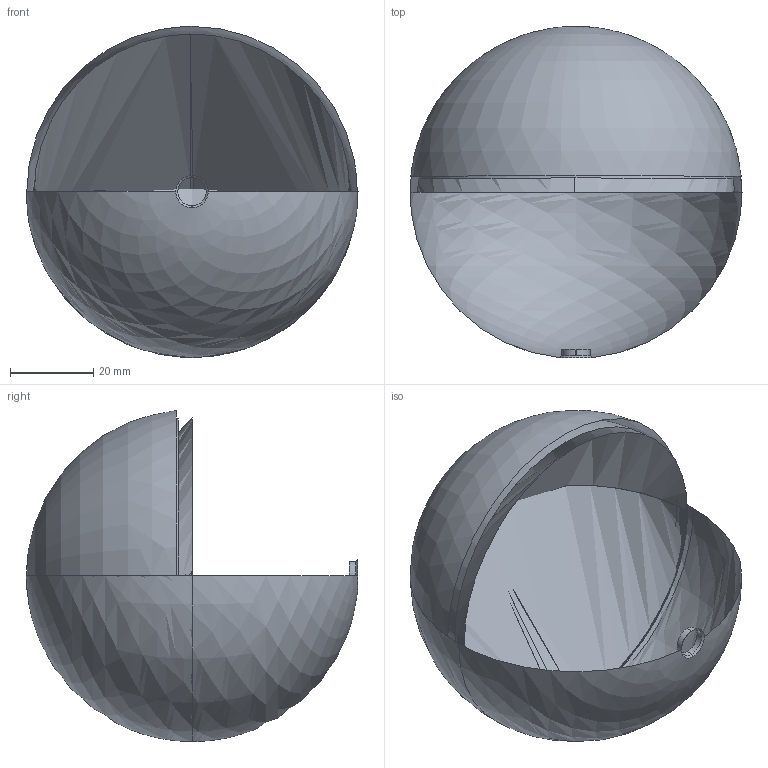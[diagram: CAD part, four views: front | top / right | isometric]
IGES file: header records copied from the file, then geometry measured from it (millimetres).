
Start section: SolidWorks IGES file using analytic representation for surfaces
Global section: file name: 52080-240-MS.igs; native system: SolidWorks 2015; preprocessor: SolidWorks 2015; author: Christian; date: 200622.133640; units: millimetre
Bounding box: 80 x 79.81 x 79.79 mm (x, y, z)
Surface area: 37040.8 mm2 (no closed solid volume)
Topology: 0 solids, 0 shells, 289 faces, 2370 edges, 2369 vertices
Faces by surface type: bspline 235, revolution 54
